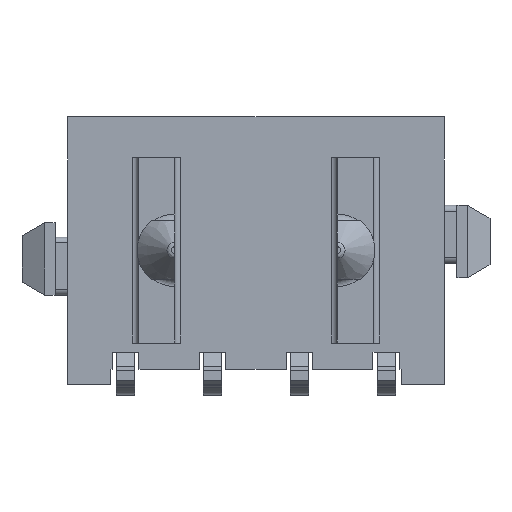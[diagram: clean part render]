
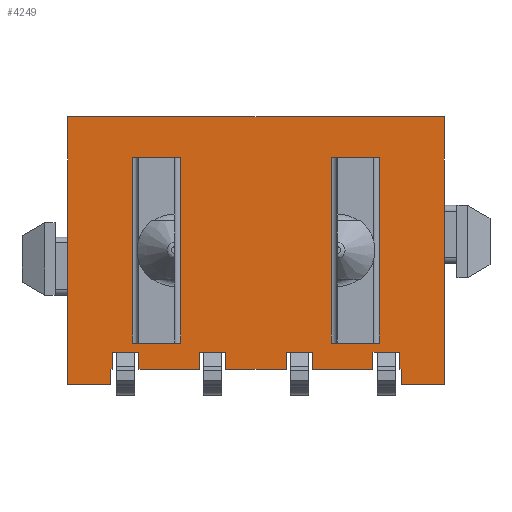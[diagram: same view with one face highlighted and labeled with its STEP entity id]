
A CAD part, front view. The second image highlights one B-rep face of the part: STEP entity #4249.
In plain terms, the highlighted planar face has unit normal (0, -1, 0).
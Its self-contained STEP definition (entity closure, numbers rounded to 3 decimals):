
#76=DIRECTION('',(0.,0.,-1.));
#77=VECTOR('',#76,9.24);
#78=CARTESIAN_POINT('',(-6.5,-1.93,0.));
#79=LINE('',#78,#77);
#537=DIRECTION('',(1.,0.,0.));
#538=VECTOR('',#537,1.65);
#539=CARTESIAN_POINT('',(-4.25,-1.93,-7.8));
#540=LINE('',#539,#538);
#541=DIRECTION('',(0.,0.,1.));
#542=VECTOR('',#541,6.4);
#543=CARTESIAN_POINT('',(-2.6,-1.93,-7.8));
#544=LINE('',#543,#542);
#545=DIRECTION('',(1.,0.,0.));
#546=VECTOR('',#545,1.65);
#547=CARTESIAN_POINT('',(-4.25,-1.93,-1.4));
#548=LINE('',#547,#546);
#549=DIRECTION('',(0.,0.,1.));
#550=VECTOR('',#549,6.4);
#551=CARTESIAN_POINT('',(-4.25,-1.93,-7.8));
#552=LINE('',#551,#550);
#553=DIRECTION('',(1.,0.,0.));
#554=VECTOR('',#553,1.65);
#555=CARTESIAN_POINT('',(2.6,-1.93,-7.8));
#556=LINE('',#555,#554);
#557=DIRECTION('',(0.,0.,1.));
#558=VECTOR('',#557,6.4);
#559=CARTESIAN_POINT('',(4.25,-1.93,-7.8));
#560=LINE('',#559,#558);
#561=DIRECTION('',(1.,0.,0.));
#562=VECTOR('',#561,1.65);
#563=CARTESIAN_POINT('',(2.6,-1.93,-1.4));
#564=LINE('',#563,#562);
#565=DIRECTION('',(0.,0.,1.));
#566=VECTOR('',#565,6.4);
#567=CARTESIAN_POINT('',(2.6,-1.93,-7.8));
#568=LINE('',#567,#566);
#569=DIRECTION('',(0.,0.,1.));
#570=VECTOR('',#569,0.59);
#571=CARTESIAN_POINT('',(-4.965,-1.93,-8.7));
#572=LINE('',#571,#570);
#573=DIRECTION('',(1.,0.,0.));
#574=VECTOR('',#573,0.039);
#575=CARTESIAN_POINT('',(-5.004,-1.93,-8.7));
#576=LINE('',#575,#574);
#577=DIRECTION('',(0.,0.,1.));
#578=VECTOR('',#577,0.54);
#579=CARTESIAN_POINT('',(-5.004,-1.93,-9.24));
#580=LINE('',#579,#578);
#581=DIRECTION('',(1.,0.,0.));
#582=VECTOR('',#581,13.);
#583=CARTESIAN_POINT('',(-6.5,-1.93,0.));
#584=LINE('',#583,#582);
#585=DIRECTION('',(0.,0.,1.));
#586=VECTOR('',#585,0.54);
#587=CARTESIAN_POINT('',(5.004,-1.93,-9.24));
#588=LINE('',#587,#586);
#589=DIRECTION('',(1.,0.,0.));
#590=VECTOR('',#589,0.039);
#591=CARTESIAN_POINT('',(4.965,-1.93,-8.7));
#592=LINE('',#591,#590);
#593=DIRECTION('',(0.,0.,-1.));
#594=VECTOR('',#593,0.59);
#595=CARTESIAN_POINT('',(4.965,-1.93,-8.11));
#596=LINE('',#595,#594);
#597=DIRECTION('',(1.,0.,0.));
#598=VECTOR('',#597,0.93);
#599=CARTESIAN_POINT('',(4.035,-1.93,-8.11));
#600=LINE('',#599,#598);
#601=DIRECTION('',(0.,0.,1.));
#602=VECTOR('',#601,0.59);
#603=CARTESIAN_POINT('',(4.035,-1.93,-8.7));
#604=LINE('',#603,#602);
#605=DIRECTION('',(1.,0.,0.));
#606=VECTOR('',#605,2.07);
#607=CARTESIAN_POINT('',(1.965,-1.93,-8.7));
#608=LINE('',#607,#606);
#609=DIRECTION('',(0.,0.,-1.));
#610=VECTOR('',#609,0.59);
#611=CARTESIAN_POINT('',(1.965,-1.93,-8.11));
#612=LINE('',#611,#610);
#613=DIRECTION('',(1.,0.,0.));
#614=VECTOR('',#613,0.93);
#615=CARTESIAN_POINT('',(1.035,-1.93,-8.11));
#616=LINE('',#615,#614);
#617=DIRECTION('',(0.,0.,1.));
#618=VECTOR('',#617,0.59);
#619=CARTESIAN_POINT('',(1.035,-1.93,-8.7));
#620=LINE('',#619,#618);
#621=DIRECTION('',(1.,0.,0.));
#622=VECTOR('',#621,2.07);
#623=CARTESIAN_POINT('',(-1.035,-1.93,-8.7));
#624=LINE('',#623,#622);
#625=DIRECTION('',(0.,0.,-1.));
#626=VECTOR('',#625,0.59);
#627=CARTESIAN_POINT('',(-1.035,-1.93,-8.11));
#628=LINE('',#627,#626);
#629=DIRECTION('',(1.,0.,0.));
#630=VECTOR('',#629,0.93);
#631=CARTESIAN_POINT('',(-1.965,-1.93,-8.11));
#632=LINE('',#631,#630);
#633=DIRECTION('',(0.,0.,1.));
#634=VECTOR('',#633,0.59);
#635=CARTESIAN_POINT('',(-1.965,-1.93,-8.7));
#636=LINE('',#635,#634);
#637=DIRECTION('',(1.,0.,0.));
#638=VECTOR('',#637,2.07);
#639=CARTESIAN_POINT('',(-4.035,-1.93,-8.7));
#640=LINE('',#639,#638);
#641=DIRECTION('',(0.,0.,-1.));
#642=VECTOR('',#641,0.59);
#643=CARTESIAN_POINT('',(-4.035,-1.93,-8.11));
#644=LINE('',#643,#642);
#645=DIRECTION('',(1.,0.,0.));
#646=VECTOR('',#645,0.93);
#647=CARTESIAN_POINT('',(-4.965,-1.93,-8.11));
#648=LINE('',#647,#646);
#1197=DIRECTION('',(1.,0.,0.));
#1198=VECTOR('',#1197,1.496);
#1199=CARTESIAN_POINT('',(-6.5,-1.93,-9.24));
#1200=LINE('',#1199,#1198);
#1205=DIRECTION('',(1.,0.,0.));
#1206=VECTOR('',#1205,1.496);
#1207=CARTESIAN_POINT('',(5.004,-1.93,-9.24));
#1208=LINE('',#1207,#1206);
#1457=DIRECTION('',(0.,0.,-1.));
#1458=VECTOR('',#1457,9.24);
#1459=CARTESIAN_POINT('',(6.5,-1.93,0.));
#1460=LINE('',#1459,#1458);
#2845=CARTESIAN_POINT('',(-6.5,-1.93,0.));
#2847=VERTEX_POINT('',#2845);
#2848=CARTESIAN_POINT('',(-6.5,-1.93,-9.24));
#2849=VERTEX_POINT('',#2848);
#2861=CARTESIAN_POINT('',(6.5,-1.93,0.));
#2863=VERTEX_POINT('',#2861);
#2864=CARTESIAN_POINT('',(6.5,-1.93,-9.24));
#2865=VERTEX_POINT('',#2864);
#2888=CARTESIAN_POINT('',(-5.004,-1.93,-9.24));
#2889=CARTESIAN_POINT('',(-5.004,-1.93,-8.7));
#2890=VERTEX_POINT('',#2888);
#2891=VERTEX_POINT('',#2889);
#2892=CARTESIAN_POINT('',(5.004,-1.93,-9.24));
#2893=CARTESIAN_POINT('',(5.004,-1.93,-8.7));
#2894=VERTEX_POINT('',#2892);
#2895=VERTEX_POINT('',#2893);
#2968=CARTESIAN_POINT('',(-4.25,-1.93,-7.8));
#2969=CARTESIAN_POINT('',(-2.6,-1.93,-7.8));
#2970=VERTEX_POINT('',#2968);
#2971=VERTEX_POINT('',#2969);
#2972=CARTESIAN_POINT('',(2.6,-1.93,-7.8));
#2973=CARTESIAN_POINT('',(4.25,-1.93,-7.8));
#2974=VERTEX_POINT('',#2972);
#2975=VERTEX_POINT('',#2973);
#2976=CARTESIAN_POINT('',(-4.25,-1.93,-1.4));
#2977=CARTESIAN_POINT('',(-2.6,-1.93,-1.4));
#2978=VERTEX_POINT('',#2976);
#2979=VERTEX_POINT('',#2977);
#2980=CARTESIAN_POINT('',(2.6,-1.93,-1.4));
#2981=CARTESIAN_POINT('',(4.25,-1.93,-1.4));
#2982=VERTEX_POINT('',#2980);
#2983=VERTEX_POINT('',#2981);
#3008=CARTESIAN_POINT('',(4.035,-1.93,-8.7));
#3009=CARTESIAN_POINT('',(4.035,-1.93,-8.11));
#3010=VERTEX_POINT('',#3008);
#3011=VERTEX_POINT('',#3009);
#3012=CARTESIAN_POINT('',(4.965,-1.93,-8.11));
#3013=VERTEX_POINT('',#3012);
#3014=CARTESIAN_POINT('',(4.965,-1.93,-8.7));
#3015=VERTEX_POINT('',#3014);
#3246=CARTESIAN_POINT('',(1.035,-1.93,-8.7));
#3247=CARTESIAN_POINT('',(1.035,-1.93,-8.11));
#3248=VERTEX_POINT('',#3246);
#3249=VERTEX_POINT('',#3247);
#3250=CARTESIAN_POINT('',(1.965,-1.93,-8.11));
#3251=VERTEX_POINT('',#3250);
#3252=CARTESIAN_POINT('',(1.965,-1.93,-8.7));
#3253=VERTEX_POINT('',#3252);
#3398=CARTESIAN_POINT('',(-1.965,-1.93,-8.7));
#3399=CARTESIAN_POINT('',(-1.965,-1.93,-8.11));
#3400=VERTEX_POINT('',#3398);
#3401=VERTEX_POINT('',#3399);
#3402=CARTESIAN_POINT('',(-1.035,-1.93,-8.11));
#3403=VERTEX_POINT('',#3402);
#3404=CARTESIAN_POINT('',(-1.035,-1.93,-8.7));
#3405=VERTEX_POINT('',#3404);
#3526=CARTESIAN_POINT('',(-4.965,-1.93,-8.7));
#3527=CARTESIAN_POINT('',(-4.965,-1.93,-8.11));
#3528=VERTEX_POINT('',#3526);
#3529=VERTEX_POINT('',#3527);
#3530=CARTESIAN_POINT('',(-4.035,-1.93,-8.11));
#3531=VERTEX_POINT('',#3530);
#3532=CARTESIAN_POINT('',(-4.035,-1.93,-8.7));
#3533=VERTEX_POINT('',#3532);
#4181=CARTESIAN_POINT('',(-6.5,-1.93,0.));
#4182=DIRECTION('',(0.,-1.,0.));
#4183=DIRECTION('',(0.,0.,-1.));
#4184=AXIS2_PLACEMENT_3D('',#4181,#4182,#4183);
#4185=PLANE('',#4184);
#4187=ORIENTED_EDGE('',*,*,#4186,.F.);
#4189=ORIENTED_EDGE('',*,*,#4188,.F.);
#4191=ORIENTED_EDGE('',*,*,#4190,.F.);
#4193=ORIENTED_EDGE('',*,*,#4192,.F.);
#4194=ORIENTED_EDGE('',*,*,#3717,.F.);
#4195=ORIENTED_EDGE('',*,*,#3763,.T.);
#4197=ORIENTED_EDGE('',*,*,#4196,.T.);
#4199=ORIENTED_EDGE('',*,*,#4198,.F.);
#4201=ORIENTED_EDGE('',*,*,#4200,.T.);
#4203=ORIENTED_EDGE('',*,*,#4202,.F.);
#4204=ORIENTED_EDGE('',*,*,#4157,.F.);
#4205=ORIENTED_EDGE('',*,*,#3996,.F.);
#4207=ORIENTED_EDGE('',*,*,#4206,.F.);
#4209=ORIENTED_EDGE('',*,*,#4208,.F.);
#4211=ORIENTED_EDGE('',*,*,#4210,.F.);
#4212=ORIENTED_EDGE('',*,*,#3988,.F.);
#4214=ORIENTED_EDGE('',*,*,#4213,.F.);
#4216=ORIENTED_EDGE('',*,*,#4215,.F.);
#4218=ORIENTED_EDGE('',*,*,#4217,.F.);
#4219=ORIENTED_EDGE('',*,*,#3980,.F.);
#4221=ORIENTED_EDGE('',*,*,#4220,.F.);
#4223=ORIENTED_EDGE('',*,*,#4222,.F.);
#4225=ORIENTED_EDGE('',*,*,#4224,.F.);
#4226=ORIENTED_EDGE('',*,*,#3972,.F.);
#4227=EDGE_LOOP('',(#4187,#4189,#4191,#4193,#4194,#4195,#4197,#4199,#4201,#4203,
#4204,#4205,#4207,#4209,#4211,#4212,#4214,#4216,#4218,#4219,#4221,#4223,#4225,
#4226));
#4228=FACE_OUTER_BOUND('',#4227,.F.);
#4230=ORIENTED_EDGE('',*,*,#4229,.T.);
#4232=ORIENTED_EDGE('',*,*,#4231,.T.);
#4234=ORIENTED_EDGE('',*,*,#4233,.F.);
#4236=ORIENTED_EDGE('',*,*,#4235,.F.);
#4237=EDGE_LOOP('',(#4230,#4232,#4234,#4236));
#4238=FACE_BOUND('',#4237,.F.);
#4240=ORIENTED_EDGE('',*,*,#4239,.T.);
#4242=ORIENTED_EDGE('',*,*,#4241,.T.);
#4244=ORIENTED_EDGE('',*,*,#4243,.F.);
#4246=ORIENTED_EDGE('',*,*,#4245,.F.);
#4247=EDGE_LOOP('',(#4240,#4242,#4244,#4246));
#4248=FACE_BOUND('',#4247,.F.);
#4249=ADVANCED_FACE('',(#4228,#4238,#4248),#4185,.T.);
#3717=EDGE_CURVE('',#2847,#2849,#79,.T.);
#3763=EDGE_CURVE('',#2847,#2863,#584,.T.);
#3972=EDGE_CURVE('',#3529,#3531,#648,.T.);
#3980=EDGE_CURVE('',#3401,#3403,#632,.T.);
#3988=EDGE_CURVE('',#3249,#3251,#616,.T.);
#3996=EDGE_CURVE('',#3011,#3013,#600,.T.);
#4157=EDGE_CURVE('',#3013,#3015,#596,.T.);
#4186=EDGE_CURVE('',#3528,#3529,#572,.T.);
#4188=EDGE_CURVE('',#2891,#3528,#576,.T.);
#4190=EDGE_CURVE('',#2890,#2891,#580,.T.);
#4192=EDGE_CURVE('',#2849,#2890,#1200,.T.);
#4196=EDGE_CURVE('',#2863,#2865,#1460,.T.);
#4198=EDGE_CURVE('',#2894,#2865,#1208,.T.);
#4200=EDGE_CURVE('',#2894,#2895,#588,.T.);
#4202=EDGE_CURVE('',#3015,#2895,#592,.T.);
#4206=EDGE_CURVE('',#3010,#3011,#604,.T.);
#4208=EDGE_CURVE('',#3253,#3010,#608,.T.);
#4210=EDGE_CURVE('',#3251,#3253,#612,.T.);
#4213=EDGE_CURVE('',#3248,#3249,#620,.T.);
#4215=EDGE_CURVE('',#3405,#3248,#624,.T.);
#4217=EDGE_CURVE('',#3403,#3405,#628,.T.);
#4220=EDGE_CURVE('',#3400,#3401,#636,.T.);
#4222=EDGE_CURVE('',#3533,#3400,#640,.T.);
#4224=EDGE_CURVE('',#3531,#3533,#644,.T.);
#4229=EDGE_CURVE('',#2970,#2971,#540,.T.);
#4231=EDGE_CURVE('',#2971,#2979,#544,.T.);
#4233=EDGE_CURVE('',#2978,#2979,#548,.T.);
#4235=EDGE_CURVE('',#2970,#2978,#552,.T.);
#4239=EDGE_CURVE('',#2974,#2975,#556,.T.);
#4241=EDGE_CURVE('',#2975,#2983,#560,.T.);
#4243=EDGE_CURVE('',#2982,#2983,#564,.T.);
#4245=EDGE_CURVE('',#2974,#2982,#568,.T.);
